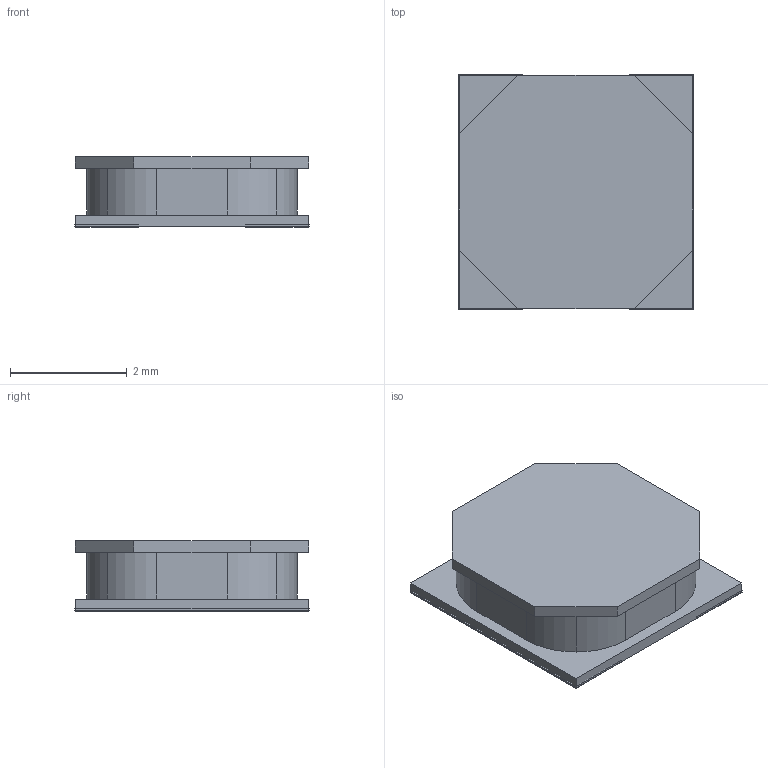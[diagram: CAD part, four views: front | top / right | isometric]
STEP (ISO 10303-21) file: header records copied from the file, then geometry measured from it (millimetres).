
FILE_DESCRIPTION(('STEP AP214'),'1');
FILE_NAME('srn4012t-4r7m.stp','2017-04-12T07:39:54',('TraceParts'),('TraceParts S.A.'),'Spatial InterOp 3D',' ',' ');
FILE_SCHEMA(('automotive_design'));
Length unit declared in the file: millimetre
Products named in the file (4): srn4012t-4r7m_1; srn4012t-4r7m_2; srn4012t-4r7m_3; srn4012t-4r7m_4
Bounding box: 4.02 x 4.02 x 1.21 mm (x, y, z)
Volume: 18.3 mm3; surface area: 116.5 mm2
Topology: 4 solids, 4 shells, 60 faces, 134 edges, 84 vertices
Faces by surface type: plane 34, cylinder 26
Entity records: 2219 total; most frequent: DIRECTION 298, CARTESIAN_POINT 282, ORIENTED_EDGE 268, EDGE_CURVE 134, AXIS2_PLACEMENT_3D 100, LINE 98, VECTOR 98, VERTEX_POINT 84
